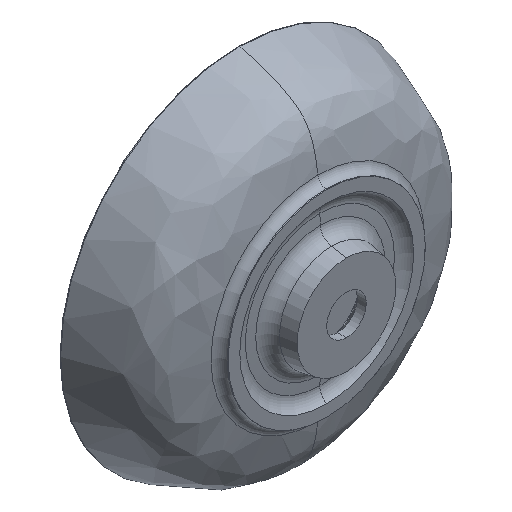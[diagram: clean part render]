
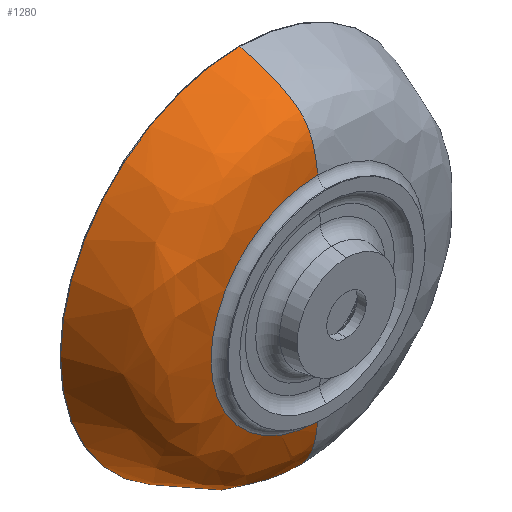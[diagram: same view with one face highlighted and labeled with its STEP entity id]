
A CAD part, isometric view. The second image highlights one B-rep face of the part: STEP entity #1280.
In plain terms, the highlighted free-form (B-spline) face has degree [3, 3] with [4, 4] control points.
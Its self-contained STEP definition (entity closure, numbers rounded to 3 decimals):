
#3 = CARTESIAN_POINT ( 'NONE',  ( 0., 77.741, -200.007 ) ) ;
#28 = DIRECTION ( 'NONE',  ( 0., 0., -1. ) ) ;
#87 = CIRCLE ( 'NONE', #987, 200.007 ) ;
#150 = CARTESIAN_POINT ( 'NONE',  ( 0., 77.741, 0. ) ) ;
#171 = VERTEX_POINT ( 'NONE', #1204 ) ;
#174 = CARTESIAN_POINT ( 'NONE',  ( 0., 77.741, -200.007 ) ) ;
#187 = CARTESIAN_POINT ( 'NONE',  ( 0., 10.522, -181.9 ) ) ;
#206 = CARTESIAN_POINT ( 'NONE',  ( 0., 10.522, 181.9 ) ) ;
#230 = CARTESIAN_POINT ( 'NONE',  ( 0., 77.741, 200.007 ) ) ;
#239 = CARTESIAN_POINT ( 'NONE',  ( -238.02, -8.95, -119.01 ) ) ;
#336 = ORIENTED_EDGE ( 'NONE', *, *, #736, .T. ) ;
#345 = CARTESIAN_POINT ( 'NONE',  ( 0., -3.88, 167.625 ) ) ;
#362 = CARTESIAN_POINT ( 'NONE',  ( 0., -8.95, 119.01 ) ) ;
#370 = CARTESIAN_POINT ( 'NONE',  ( 0., 10.522, 181.9 ) ) ;
#405 = ORIENTED_EDGE ( 'NONE', *, *, #1409, .F. ) ;
#435 = VERTEX_POINT ( 'NONE', #174 ) ;
#484 = CARTESIAN_POINT ( 'NONE',  ( 0., -8.95, 119.01 ) ) ;
#501 = DIRECTION ( 'NONE',  ( 0., 1., 0. ) ) ;
#535 = CARTESIAN_POINT ( 'NONE',  ( 0., 77.741, 200.007 ) ) ;
#667 = CARTESIAN_POINT ( 'NONE',  ( 0., -8.95, 119.01 ) ) ;
#727 = CARTESIAN_POINT ( 'NONE',  ( -238.02, -8.95, 119.01 ) ) ;
#736 = EDGE_CURVE ( 'NONE', #171, #828, #764, .T. ) ;
#764 = CIRCLE ( 'NONE', #1263, 119.01 ) ;
#819 = CARTESIAN_POINT ( 'NONE',  ( 0., 77.741, 200.007 ) ) ;
#828 = VERTEX_POINT ( 'NONE', #484 ) ;
#833 = CARTESIAN_POINT ( 'NONE',  ( -400.014, 77.741, -200.007 ) ) ;
#836 = EDGE_CURVE ( 'NONE', #435, #1010, #87, .T. ) ;
#948 = CARTESIAN_POINT ( 'NONE',  ( -335.249, -3.88, 167.625 ) ) ;
#963 = CARTESIAN_POINT ( 'NONE',  ( 0., 10.522, -181.9 ) ) ;
#987 = AXIS2_PLACEMENT_3D ( 'NONE', #150, #1118, #28 ) ;
#1002 = ORIENTED_EDGE ( 'NONE', *, *, #836, .F. ) ;
#1010 = VERTEX_POINT ( 'NONE', #535 ) ;
#1035 = EDGE_CURVE ( 'NONE', #435, #171, #1555, .T. ) ;
#1056 = CARTESIAN_POINT ( 'NONE',  ( -400.014, 77.741, 200.007 ) ) ;
#1066 = FACE_OUTER_BOUND ( 'NONE', #1069, .T. ) ;
#1069 = EDGE_LOOP ( 'NONE', ( #1002, #1307, #336, #405 ) ) ;
#1080 = CARTESIAN_POINT ( 'NONE',  ( 0., -3.88, 167.625 ) ) ;
#1118 = DIRECTION ( 'NONE',  ( 0., 1., 0. ) ) ;
#1166 = CARTESIAN_POINT ( 'NONE',  ( 0., -3.88, -167.625 ) ) ;
#1179 = CARTESIAN_POINT ( 'NONE',  ( -363.799, 10.522, -181.9 ) ) ;
#1204 = CARTESIAN_POINT ( 'NONE',  ( 0., -8.95, -119.01 ) ) ;
#1211 = CARTESIAN_POINT ( 'NONE',  ( -363.799, 10.522, 181.9 ) ) ;
#1223 = CARTESIAN_POINT ( 'NONE',  ( 0., -8.95, 0. ) ) ;
#1263 = AXIS2_PLACEMENT_3D ( 'NONE', #1223, #501, #1467 ) ;
#1280 = ADVANCED_FACE ( 'NONE', ( #1066 ), #1437, .F. ) ;
#1288 = CARTESIAN_POINT ( 'NONE',  ( 0., 77.741, -200.007 ) ) ;
#1307 = ORIENTED_EDGE ( 'NONE', *, *, #1035, .T. ) ;
#1317 = CARTESIAN_POINT ( 'NONE',  ( -335.249, -3.88, -167.625 ) ) ;
#1369 = B_SPLINE_CURVE_WITH_KNOTS ( 'NONE', 3,
 ( #819, #206, #345, #667 ),
 .UNSPECIFIED., .F., .F.,
 ( 4, 4 ),
 ( 0.003, 0.729 ),
 .UNSPECIFIED. ) ;
#1409 = EDGE_CURVE ( 'NONE', #1010, #828, #1369, .T. ) ;
#1437 =( BOUNDED_SURFACE ( )  B_SPLINE_SURFACE ( 3, 3, ( 
 ( #230, #1056, #833, #3 ),
 ( #370, #1211, #1179, #963 ),
 ( #1080, #948, #1317, #1443 ),
 ( #362, #727, #239, #1551 ) ),
 .UNSPECIFIED., .F., .F., .F. ) 
 B_SPLINE_SURFACE_WITH_KNOTS ( ( 4, 4 ),
 ( 4, 4 ),
 ( 0.003, 0.729 ),
 ( 0., 1. ),
 .UNSPECIFIED. ) 
 GEOMETRIC_REPRESENTATION_ITEM ( )  RATIONAL_B_SPLINE_SURFACE ( (
 ( 1., 0.333, 0.333, 1.),
 ( 1., 0.333, 0.333, 1.),
 ( 1., 0.333, 0.333, 1.),
 ( 1., 0.333, 0.333, 1.) ) ) 
 REPRESENTATION_ITEM ( '' )  SURFACE ( )  );
#1443 = CARTESIAN_POINT ( 'NONE',  ( 0., -3.88, -167.625 ) ) ;
#1467 = DIRECTION ( 'NONE',  ( 0., 0., -1. ) ) ;
#1514 = CARTESIAN_POINT ( 'NONE',  ( 0., -8.95, -119.01 ) ) ;
#1551 = CARTESIAN_POINT ( 'NONE',  ( 0., -8.95, -119.01 ) ) ;
#1555 = B_SPLINE_CURVE_WITH_KNOTS ( 'NONE', 3,
 ( #1288, #187, #1166, #1514 ),
 .UNSPECIFIED., .F., .F.,
 ( 4, 4 ),
 ( 0.003, 0.729 ),
 .UNSPECIFIED. ) ;
